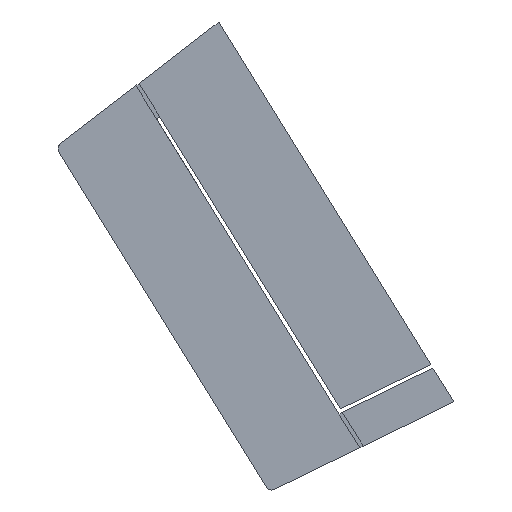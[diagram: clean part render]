
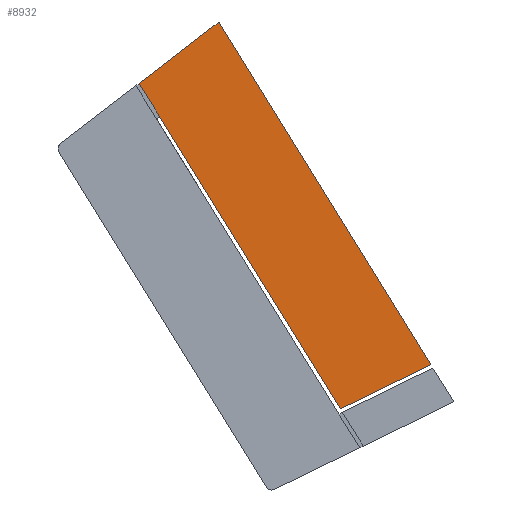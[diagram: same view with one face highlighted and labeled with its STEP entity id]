
A CAD part, front view. The second image highlights one B-rep face of the part: STEP entity #8932.
In plain terms, the highlighted planar face has unit normal (0, -1, 0).
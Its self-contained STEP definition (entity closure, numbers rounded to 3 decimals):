
#8698 = PLANE('',#8699);
#8699 = AXIS2_PLACEMENT_3D('',#8700,#8701,#8702);
#8700 = CARTESIAN_POINT('',(8273.147,-21.779,
    8960.802));
#8701 = DIRECTION('',(0.851,0.,0.526));
#8702 = DIRECTION('',(0.,-1.,0.));
#8721 = VERTEX_POINT('',#8722);
#8722 = CARTESIAN_POINT('',(11281.5,0.,4093.236));
#8735 = PLANE('',#8736);
#8736 = AXIS2_PLACEMENT_3D('',#8737,#8738,#8739);
#8737 = CARTESIAN_POINT('',(2201.108,0.,-2870.248));
#8738 = DIRECTION('',(0.609,0.,-0.794));
#8739 = DIRECTION('',(0.,-1.,0.));
#8746 = EDGE_CURVE('',#8721,#8747,#8749,.T.);
#8747 = VERTEX_POINT('',#8748);
#8748 = CARTESIAN_POINT('',(11361.818,0.,3963.28));
#8749 = SURFACE_CURVE('',#8750,(#8754,#8761),.PCURVE_S1.);
#8750 = LINE('',#8751,#8752);
#8751 = CARTESIAN_POINT('',(10810.574,0.,4855.203));
#8752 = VECTOR('',#8753,1.);
#8753 = DIRECTION('',(0.526,0.,-0.851));
#8754 = PCURVE('',#8698,#8755);
#8755 = DEFINITIONAL_REPRESENTATION('',(#8756),#8760);
#8756 = LINE('',#8757,#8758);
#8757 = CARTESIAN_POINT('',(-21.779,4826.435));
#8758 = VECTOR('',#8759,1.);
#8759 = DIRECTION('',(0.,1.));
#8760 = ( GEOMETRIC_REPRESENTATION_CONTEXT(2) 
PARAMETRIC_REPRESENTATION_CONTEXT() REPRESENTATION_CONTEXT('2D SPACE',''
  ) );
#8761 = PCURVE('',#8762,#8767);
#8762 = PLANE('',#8763);
#8763 = AXIS2_PLACEMENT_3D('',#8764,#8765,#8766);
#8764 = CARTESIAN_POINT('',(0.,0.,-7500.));
#8765 = DIRECTION('',(0.,-1.,-0.));
#8766 = DIRECTION('',(1.,0.,0.));
#8767 = DEFINITIONAL_REPRESENTATION('',(#8768),#8771);
#8768 = B_SPLINE_CURVE_WITH_KNOTS('',1,(#8769,#8770),.UNSPECIFIED.,.F.,
  .F.,(2,2),(880.472,1063.799),
  .PIECEWISE_BEZIER_KNOTS.);
#8769 = CARTESIAN_POINT('',(11273.468,11606.231));
#8770 = CARTESIAN_POINT('',(11369.85,11450.284));
#8771 = ( GEOMETRIC_REPRESENTATION_CONTEXT(2) 
PARAMETRIC_REPRESENTATION_CONTEXT() REPRESENTATION_CONTEXT('2D SPACE',''
  ) );
#8773 = EDGE_CURVE('',#8747,#8774,#8776,.T.);
#8774 = VERTEX_POINT('',#8775);
#8775 = CARTESIAN_POINT('',(12054.128,0.,2843.111));
#8776 = SURFACE_CURVE('',#8777,(#8781,#8787),.PCURVE_S1.);
#8777 = LINE('',#8778,#8779);
#8778 = CARTESIAN_POINT('',(10810.574,0.,4855.203));
#8779 = VECTOR('',#8780,1.);
#8780 = DIRECTION('',(0.526,0.,-0.851));
#8781 = PCURVE('',#8698,#8782);
#8782 = DEFINITIONAL_REPRESENTATION('',(#8783),#8786);
#8783 = B_SPLINE_CURVE_WITH_KNOTS('',1,(#8784,#8785),.UNSPECIFIED.,.F.,
  .F.,(2,2),(748.788,2512.325),
  .PIECEWISE_BEZIER_KNOTS.);
#8784 = CARTESIAN_POINT('',(-21.779,5575.222));
#8785 = CARTESIAN_POINT('',(-21.779,7338.76));
#8786 = ( GEOMETRIC_REPRESENTATION_CONTEXT(2) 
PARAMETRIC_REPRESENTATION_CONTEXT() REPRESENTATION_CONTEXT('2D SPACE',''
  ) );
#8787 = PCURVE('',#8762,#8788);
#8788 = DEFINITIONAL_REPRESENTATION('',(#8789),#8792);
#8789 = B_SPLINE_CURVE_WITH_KNOTS('',1,(#8790,#8791),.UNSPECIFIED.,.F.,
  .F.,(2,2),(748.788,2512.325),
  .PIECEWISE_BEZIER_KNOTS.);
#8790 = CARTESIAN_POINT('',(11204.237,11718.248));
#8791 = CARTESIAN_POINT('',(12131.391,10218.098));
#8792 = ( GEOMETRIC_REPRESENTATION_CONTEXT(2) 
PARAMETRIC_REPRESENTATION_CONTEXT() REPRESENTATION_CONTEXT('2D SPACE',''
  ) );
#8807 = PLANE('',#8808);
#8808 = AXIS2_PLACEMENT_3D('',#8809,#8810,#8811);
#8809 = CARTESIAN_POINT('',(-31627.765,-138.598,
    -18416.66));
#8810 = DIRECTION('',(0.438,0.,-0.899));
#8811 = DIRECTION('',(0.,-1.,0.));
#8877 = PLANE('',#8878);
#8878 = AXIS2_PLACEMENT_3D('',#8879,#8880,#8881);
#8879 = CARTESIAN_POINT('',(8599.734,-45.194,
    9164.687));
#8880 = DIRECTION('',(0.851,0.,0.526));
#8881 = DIRECTION('',(0.,-1.,0.));
#8894 = VERTEX_POINT('',#8895);
#8895 = CARTESIAN_POINT('',(12402.065,0.,3012.45));
#8914 = EDGE_CURVE('',#8894,#8774,#8915,.T.);
#8915 = SURFACE_CURVE('',#8916,(#8920,#8926),.PCURVE_S1.);
#8916 = LINE('',#8917,#8918);
#8917 = CARTESIAN_POINT('',(-16694.593,0.,-11148.756));
#8918 = VECTOR('',#8919,1.);
#8919 = DIRECTION('',(-0.899,0.,-0.438));
#8920 = PCURVE('',#8807,#8921);
#8921 = DEFINITIONAL_REPRESENTATION('',(#8922),#8925);
#8922 = B_SPLINE_CURVE_WITH_KNOTS('',1,(#8923,#8924),.UNSPECIFIED.,.F.,
  .F.,(2,2),(-32398.475,-31934.126),
  .PIECEWISE_BEZIER_KNOTS.);
#8923 = CARTESIAN_POINT('',(-138.598,-49006.366));
#8924 = CARTESIAN_POINT('',(-138.598,-48542.017));
#8925 = ( GEOMETRIC_REPRESENTATION_CONTEXT(2) 
PARAMETRIC_REPRESENTATION_CONTEXT() REPRESENTATION_CONTEXT('2D SPACE',''
  ) );
#8926 = PCURVE('',#8762,#8927);
#8927 = DEFINITIONAL_REPRESENTATION('',(#8928),#8931);
#8928 = B_SPLINE_CURVE_WITH_KNOTS('',1,(#8929,#8930),.UNSPECIFIED.,.F.,
  .F.,(2,2),(-32398.475,-31934.126),
  .PIECEWISE_BEZIER_KNOTS.);
#8929 = CARTESIAN_POINT('',(12436.859,10529.384));
#8930 = CARTESIAN_POINT('',(12019.334,10326.177));
#8931 = ( GEOMETRIC_REPRESENTATION_CONTEXT(2) 
PARAMETRIC_REPRESENTATION_CONTEXT() REPRESENTATION_CONTEXT('2D SPACE',''
  ) );
#8932 = ADVANCED_FACE('',(#8933),#8762,.T.);
#8933 = FACE_BOUND('',#8934,.T.);
#8934 = EDGE_LOOP('',(#8935,#8956,#8957,#8958,#8959));
#8935 = ORIENTED_EDGE('',*,*,#8936,.T.);
#8936 = EDGE_CURVE('',#8937,#8721,#8939,.T.);
#8937 = VERTEX_POINT('',#8938);
#8938 = CARTESIAN_POINT('',(11588.562,0.,4328.712));
#8939 = SURFACE_CURVE('',#8940,(#8944,#8950),.PCURVE_S1.);
#8940 = LINE('',#8941,#8942);
#8941 = CARTESIAN_POINT('',(390.276,0.,-4258.921));
#8942 = VECTOR('',#8943,1.);
#8943 = DIRECTION('',(-0.794,0.,-0.609));
#8944 = PCURVE('',#8762,#8945);
#8945 = DEFINITIONAL_REPRESENTATION('',(#8946),#8949);
#8946 = B_SPLINE_CURVE_WITH_KNOTS('',1,(#8947,#8948),.UNSPECIFIED.,.F.,
  .F.,(2,2),(-14150.714,-13686.364),
  .PIECEWISE_BEZIER_KNOTS.);
#8947 = CARTESIAN_POINT('',(11619.268,11852.26));
#8948 = CARTESIAN_POINT('',(11250.794,11569.688));
#8949 = ( GEOMETRIC_REPRESENTATION_CONTEXT(2) 
PARAMETRIC_REPRESENTATION_CONTEXT() REPRESENTATION_CONTEXT('2D SPACE',''
  ) );
#8950 = PCURVE('',#8735,#8951);
#8951 = DEFINITIONAL_REPRESENTATION('',(#8952),#8955);
#8952 = B_SPLINE_CURVE_WITH_KNOTS('',1,(#8953,#8954),.UNSPECIFIED.,.F.,
  .F.,(2,2),(-14150.714,-13686.364),
  .PIECEWISE_BEZIER_KNOTS.);
#8953 = CARTESIAN_POINT('',(0.,-11868.714));
#8954 = CARTESIAN_POINT('',(0.,-11404.365));
#8955 = ( GEOMETRIC_REPRESENTATION_CONTEXT(2) 
PARAMETRIC_REPRESENTATION_CONTEXT() REPRESENTATION_CONTEXT('2D SPACE',''
  ) );
#8956 = ORIENTED_EDGE('',*,*,#8746,.T.);
#8957 = ORIENTED_EDGE('',*,*,#8773,.T.);
#8958 = ORIENTED_EDGE('',*,*,#8914,.F.);
#8959 = ORIENTED_EDGE('',*,*,#8960,.F.);
#8960 = EDGE_CURVE('',#8937,#8894,#8961,.T.);
#8961 = SURFACE_CURVE('',#8962,(#8966,#8972),.PCURVE_S1.);
#8962 = LINE('',#8963,#8964);
#8963 = CARTESIAN_POINT('',(11137.617,0.,5058.349));
#8964 = VECTOR('',#8965,1.);
#8965 = DIRECTION('',(0.526,0.,-0.851));
#8966 = PCURVE('',#8762,#8967);
#8967 = DEFINITIONAL_REPRESENTATION('',(#8968),#8971);
#8968 = B_SPLINE_CURVE_WITH_KNOTS('',1,(#8969,#8970),.UNSPECIFIED.,.F.,
  .F.,(2,2),(703.006,2559.842),
  .PIECEWISE_BEZIER_KNOTS.);
#8969 = CARTESIAN_POINT('',(11507.212,11960.339));
#8970 = CARTESIAN_POINT('',(12483.416,10380.824));
#8971 = ( GEOMETRIC_REPRESENTATION_CONTEXT(2) 
PARAMETRIC_REPRESENTATION_CONTEXT() REPRESENTATION_CONTEXT('2D SPACE',''
  ) );
#8972 = PCURVE('',#8877,#8973);
#8973 = DEFINITIONAL_REPRESENTATION('',(#8974),#8977);
#8974 = B_SPLINE_CURVE_WITH_KNOTS('',1,(#8975,#8976),.UNSPECIFIED.,.F.,
  .F.,(2,2),(703.006,2559.842),
  .PIECEWISE_BEZIER_KNOTS.);
#8975 = CARTESIAN_POINT('',(-45.194,5530.309));
#8976 = CARTESIAN_POINT('',(-45.194,7387.145));
#8977 = ( GEOMETRIC_REPRESENTATION_CONTEXT(2) 
PARAMETRIC_REPRESENTATION_CONTEXT() REPRESENTATION_CONTEXT('2D SPACE',''
  ) );
